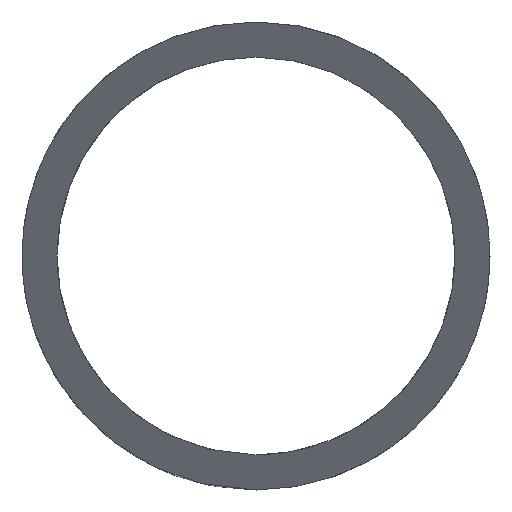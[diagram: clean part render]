
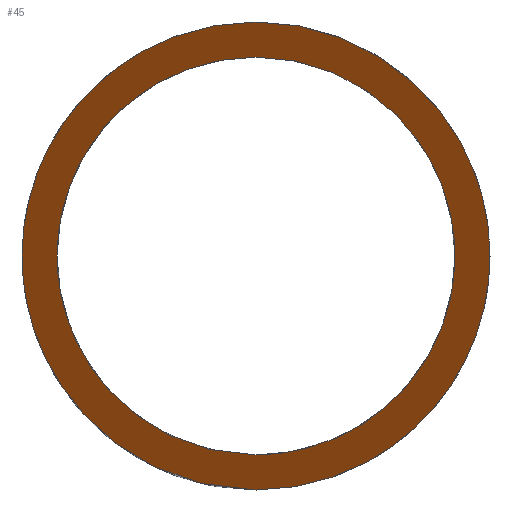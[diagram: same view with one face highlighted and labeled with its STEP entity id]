
A CAD part, left-side view. The second image highlights one B-rep face of the part: STEP entity #45.
In plain terms, the highlighted planar face has unit normal (-0.712, 0.702, 0).
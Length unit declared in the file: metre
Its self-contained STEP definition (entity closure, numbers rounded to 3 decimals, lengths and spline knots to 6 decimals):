
#45=ADVANCED_FACE('0:91',(#97,#98),#99,.T.);
#55=EDGE_CURVE('',#115,#116,#117,.T.);
#57=EDGE_CURVE('0:80',#116,#119,#120,.T.);
#59=EDGE_CURVE('0:84',#122,#123,#124,.T.);
#61=EDGE_CURVE('',#126,#122,#127,.T.);
#65=EDGE_CURVE('',#119,#115,#133,.T.);
#67=EDGE_CURVE('',#123,#126,#135,.T.);
#97=FACE_OUTER_BOUND('',#155,.T.);
#98=FACE_BOUND('',#156,.T.);
#99=PLANE('',#157);
#115=VERTEX_POINT('',#175);
#116=VERTEX_POINT('',#176);
#117=ELLIPSE('',#177,0.014036,0.01);
#119=VERTEX_POINT('',#180);
#120=ELLIPSE('',#181,0.014036,0.01);
#122=VERTEX_POINT('',#184);
#123=VERTEX_POINT('',#185);
#124=ELLIPSE('',#186,0.011931,0.0085);
#126=VERTEX_POINT('',#189);
#127=ELLIPSE('',#190,0.011931,0.0085);
#133=ELLIPSE('',#198,0.014036,0.01);
#135=ELLIPSE('',#201,0.011931,0.0085);
#155=EDGE_LOOP('',(#229,#230,#231));
#156=EDGE_LOOP('',(#232,#233,#234));
#157=AXIS2_PLACEMENT_3D('',#235,#236,#237);
#175=CARTESIAN_POINT('',(-2.203969,-0.147558,-0.055));
#176=CARTESIAN_POINT('',(-2.194119,-0.137558,-0.045));
#177=AXIS2_PLACEMENT_3D('',#265,#266,#267);
#180=CARTESIAN_POINT('',(-2.203969,-0.147558,-0.035));
#181=AXIS2_PLACEMENT_3D('',#268,#269,#270);
#184=CARTESIAN_POINT('',(-2.195596,-0.139058,-0.045));
#185=CARTESIAN_POINT('',(-2.203969,-0.147558,-0.0365));
#186=AXIS2_PLACEMENT_3D('',#271,#272,#273);
#189=CARTESIAN_POINT('',(-2.203969,-0.147558,-0.0535));
#190=AXIS2_PLACEMENT_3D('',#274,#275,#276);
#198=AXIS2_PLACEMENT_3D('',#280,#281,#282);
#201=AXIS2_PLACEMENT_3D('',#283,#284,#285);
#229=ORIENTED_EDGE('',*,*,#57,.F.);
#230=ORIENTED_EDGE('',*,*,#55,.F.);
#231=ORIENTED_EDGE('',*,*,#65,.F.);
#232=ORIENTED_EDGE('',*,*,#59,.T.);
#233=ORIENTED_EDGE('',*,*,#67,.T.);
#234=ORIENTED_EDGE('',*,*,#61,.T.);
#235=CARTESIAN_POINT('',(-2.206374,-0.15,-0.045));
#236=DIRECTION('',(-0.712,0.702,0.0));
#237=DIRECTION('',(0.0,0.0,-1.0));
#265=CARTESIAN_POINT('',(-2.203969,-0.147558,-0.045));
#266=DIRECTION('',(0.712,-0.702,0.));
#267=DIRECTION('',(-0.702,-0.712,0.));
#268=CARTESIAN_POINT('',(-2.203969,-0.147558,-0.045));
#269=DIRECTION('',(0.712,-0.702,0.));
#270=DIRECTION('',(-0.702,-0.712,0.));
#271=CARTESIAN_POINT('',(-2.203969,-0.147558,-0.045));
#272=DIRECTION('',(0.712,-0.702,0.));
#273=DIRECTION('',(-0.702,-0.712,0.));
#274=CARTESIAN_POINT('',(-2.203969,-0.147558,-0.045));
#275=DIRECTION('',(0.712,-0.702,0.));
#276=DIRECTION('',(-0.702,-0.712,0.));
#280=CARTESIAN_POINT('',(-2.203969,-0.147558,-0.045));
#281=DIRECTION('',(0.712,-0.702,0.));
#282=DIRECTION('',(-0.702,-0.712,0.));
#283=CARTESIAN_POINT('',(-2.203969,-0.147558,-0.045));
#284=DIRECTION('',(0.712,-0.702,0.));
#285=DIRECTION('',(-0.702,-0.712,0.));
